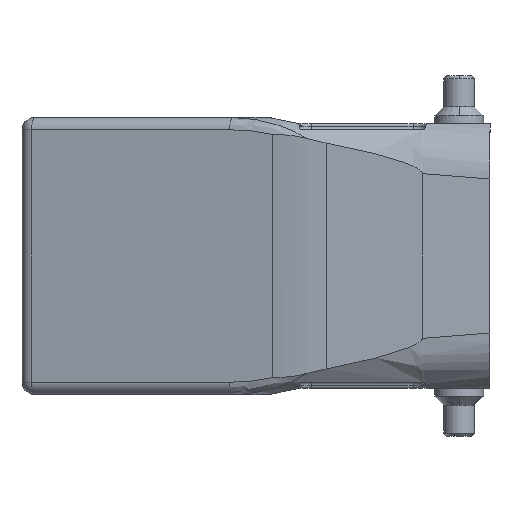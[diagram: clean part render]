
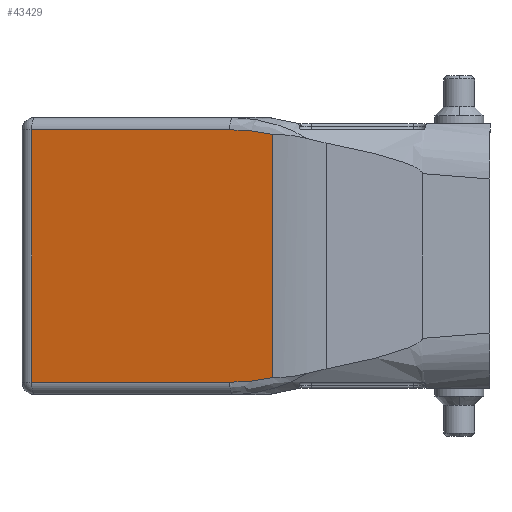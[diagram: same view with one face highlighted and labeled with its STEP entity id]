
A CAD part, left-side view. The second image highlights one B-rep face of the part: STEP entity #43429.
In plain terms, the highlighted planar face has unit normal (-0.977, 0.211, 0).
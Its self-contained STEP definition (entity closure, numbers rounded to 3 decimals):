
#537 = B_SPLINE_CURVE_WITH_KNOTS ( 'NONE', 3,
 ( #40605, #44235, #19740, #30362, #43999, #40372 ),
 .UNSPECIFIED., .F., .F.,
 ( 4, 2, 4 ),
 ( 0., 0.004, 0.007 ),
 .UNSPECIFIED. ) ;
#695 = VERTEX_POINT ( 'NONE', #19528 ) ;
#1164 = EDGE_CURVE ( 'NONE', #36021, #695, #537, .T. ) ;
#2653 = EDGE_CURVE ( 'NONE', #695, #28311, #29107, .T. ) ;
#3482 = CARTESIAN_POINT ( 'NONE',  ( -58.306, -2.724, 19.749 ) ) ;
#4070 = ORIENTED_EDGE ( 'NONE', *, *, #1164, .T. ) ;
#4858 = VECTOR ( 'NONE', #13310, 1000. ) ;
#5453 = LINE ( 'NONE', #43179, #33095 ) ;
#6302 = EDGE_CURVE ( 'NONE', #38529, #36021, #8716, .T. ) ;
#6381 = EDGE_CURVE ( 'NONE', #18468, #38529, #13064, .T. ) ;
#6632 = CARTESIAN_POINT ( 'NONE',  ( -57.052, 3.078, 20.5 ) ) ;
#7391 = ORIENTED_EDGE ( 'NONE', *, *, #29371, .T. ) ;
#8716 = LINE ( 'NONE', #23486, #27278 ) ;
#8811 = EDGE_CURVE ( 'NONE', #28311, #43343, #29593, .T. ) ;
#11240 = CARTESIAN_POINT ( 'NONE',  ( -57.304, 1.91, 20.432 ) ) ;
#12978 = CARTESIAN_POINT ( 'NONE',  ( -56.798, 4.251, -20.5 ) ) ;
#13064 = LINE ( 'NONE', #13789, #4858 ) ;
#13070 = AXIS2_PLACEMENT_3D ( 'NONE', #41292, #44914, #47589 ) ;
#13310 = DIRECTION ( 'NONE',  ( 0., 0., -1. ) ) ;
#13789 = CARTESIAN_POINT ( 'NONE',  ( -49.841, 36.423, -22.5 ) ) ;
#16058 = ORIENTED_EDGE ( 'NONE', *, *, #6381, .T. ) ;
#16907 = PLANE ( 'NONE',  #13070 ) ;
#18468 = VERTEX_POINT ( 'NONE', #42468 ) ;
#19143 = DIRECTION ( 'NONE',  ( -0.211, -0.977, 0. ) ) ;
#19528 = CARTESIAN_POINT ( 'NONE',  ( -58.306, -2.724, -19.749 ) ) ;
#19740 = CARTESIAN_POINT ( 'NONE',  ( -57.304, 1.91, -20.432 ) ) ;
#21260 = CARTESIAN_POINT ( 'NONE',  ( -56.798, 4.251, 20.5 ) ) ;
#22600 = CARTESIAN_POINT ( 'NONE',  ( -58.306, -2.724, -22.5 ) ) ;
#23486 = CARTESIAN_POINT ( 'NONE',  ( -55.508, 10.218, -20.5 ) ) ;
#24706 = ORIENTED_EDGE ( 'NONE', *, *, #2653, .T. ) ;
#25350 = FACE_OUTER_BOUND ( 'NONE', #30972, .T. ) ;
#25752 = CARTESIAN_POINT ( 'NONE',  ( -57.808, -0.417, 20.18 ) ) ;
#26918 = ORIENTED_EDGE ( 'NONE', *, *, #8811, .T. ) ;
#27278 = VECTOR ( 'NONE', #19143, 1000. ) ;
#28180 = DIRECTION ( 'NONE',  ( 0.211, 0.977, 0. ) ) ;
#28311 = VERTEX_POINT ( 'NONE', #29183 ) ;
#28802 = CARTESIAN_POINT ( 'NONE',  ( -49.841, 36.423, -20.5 ) ) ;
#29107 = LINE ( 'NONE', #22600, #45999 ) ;
#29183 = CARTESIAN_POINT ( 'NONE',  ( -58.306, -2.724, 19.749 ) ) ;
#29369 = CARTESIAN_POINT ( 'NONE',  ( -56.798, 4.251, 20.5 ) ) ;
#29371 = EDGE_CURVE ( 'NONE', #43343, #18468, #5453, .T. ) ;
#29593 = B_SPLINE_CURVE_WITH_KNOTS ( 'NONE', 3,
 ( #3482, #33012, #25752, #11240, #6632, #29369 ),
 .UNSPECIFIED., .F., .F.,
 ( 4, 2, 4 ),
 ( 0.005, 0.008, 0.012 ),
 .UNSPECIFIED. ) ;
#30139 = ORIENTED_EDGE ( 'NONE', *, *, #6302, .T. ) ;
#30362 = CARTESIAN_POINT ( 'NONE',  ( -57.808, -0.417, -20.18 ) ) ;
#30972 = EDGE_LOOP ( 'NONE', ( #4070, #24706, #26918, #7391, #16058, #30139 ) ) ;
#33012 = CARTESIAN_POINT ( 'NONE',  ( -58.059, -1.579, 19.996 ) ) ;
#33095 = VECTOR ( 'NONE', #28180, 1000. ) ;
#33470 = DIRECTION ( 'NONE',  ( 0., 0., 1. ) ) ;
#36021 = VERTEX_POINT ( 'NONE', #12978 ) ;
#38529 = VERTEX_POINT ( 'NONE', #28802 ) ;
#40372 = CARTESIAN_POINT ( 'NONE',  ( -58.306, -2.724, -19.749 ) ) ;
#40605 = CARTESIAN_POINT ( 'NONE',  ( -56.798, 4.251, -20.5 ) ) ;
#41292 = CARTESIAN_POINT ( 'NONE',  ( -59.231, -7., -22.5 ) ) ;
#42468 = CARTESIAN_POINT ( 'NONE',  ( -49.841, 36.423, 20.5 ) ) ;
#43179 = CARTESIAN_POINT ( 'NONE',  ( -59.231, -7., 20.5 ) ) ;
#43343 = VERTEX_POINT ( 'NONE', #21260 ) ;
#43429 = ADVANCED_FACE ( 'NONE', ( #25350 ), #16907, .F. ) ;
#43999 = CARTESIAN_POINT ( 'NONE',  ( -58.059, -1.579, -19.996 ) ) ;
#44235 = CARTESIAN_POINT ( 'NONE',  ( -57.052, 3.078, -20.5 ) ) ;
#44914 = DIRECTION ( 'NONE',  ( 0.977, -0.211, 0. ) ) ;
#45999 = VECTOR ( 'NONE', #33470, 1000. ) ;
#47589 = DIRECTION ( 'NONE',  ( 0.211, 0.977, 0. ) ) ;
